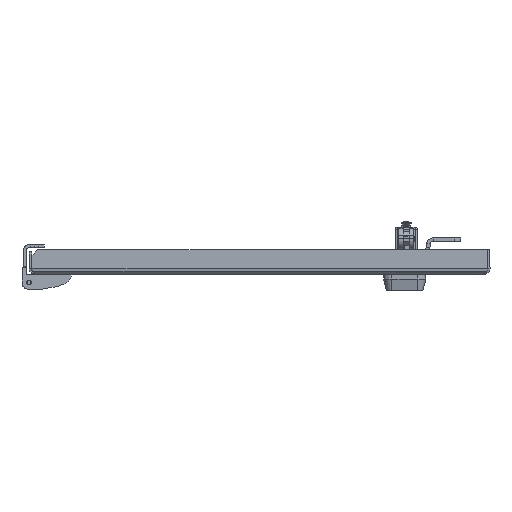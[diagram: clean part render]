
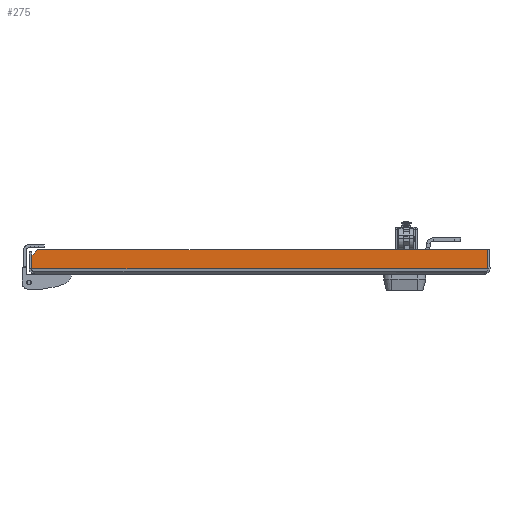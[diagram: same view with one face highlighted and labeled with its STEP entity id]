
A CAD part, left-side view. The second image highlights one B-rep face of the part: STEP entity #275.
In plain terms, the highlighted planar face has unit normal (-1, 0, 0).
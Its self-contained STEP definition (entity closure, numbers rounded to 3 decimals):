
#232 = EDGE_LOOP ( 'NONE', ( #3128, #15277, #5328, #14096, #11277 ) ) ;
#275 = ADVANCED_FACE ( 'NONE', ( #5061 ), #16074, .F. ) ;
#615 = VERTEX_POINT ( 'NONE', #17965 ) ;
#660 = CARTESIAN_POINT ( 'NONE',  ( 0., 0., 2.7 ) ) ;
#951 = LINE ( 'NONE', #16378, #17646 ) ;
#1171 = VECTOR ( 'NONE', #3804, 1000. ) ;
#1510 = EDGE_CURVE ( 'NONE', #615, #15905, #14364, .T. ) ;
#1847 = EDGE_CURVE ( 'NONE', #15905, #3507, #12510, .T. ) ;
#2516 = LINE ( 'NONE', #8057, #1171 ) ;
#2567 = CARTESIAN_POINT ( 'NONE',  ( 0., -2.141, 2.7 ) ) ;
#2882 = EDGE_CURVE ( 'NONE', #9275, #3507, #9571, .T. ) ;
#3128 = ORIENTED_EDGE ( 'NONE', *, *, #14370, .T. ) ;
#3507 = VERTEX_POINT ( 'NONE', #16309 ) ;
#3792 = DIRECTION ( 'NONE',  ( 0., 1., 0. ) ) ;
#3804 = DIRECTION ( 'NONE',  ( 0., 0., 1. ) ) ;
#4707 = CARTESIAN_POINT ( 'NONE',  ( 0., 0., 0. ) ) ;
#4725 = CARTESIAN_POINT ( 'NONE',  ( 0., -2.141, 2.7 ) ) ;
#5029 = CARTESIAN_POINT ( 'NONE',  ( 0., -7.141, 19. ) ) ;
#5061 = FACE_OUTER_BOUND ( 'NONE', #232, .T. ) ;
#5328 = ORIENTED_EDGE ( 'NONE', *, *, #1847, .F. ) ;
#5426 = VECTOR ( 'NONE', #11967, 1000. ) ;
#5541 = DIRECTION ( 'NONE',  ( 0., 0., 1. ) ) ;
#6902 = AXIS2_PLACEMENT_3D ( 'NONE', #4707, #11775, #16166 ) ;
#7091 = EDGE_CURVE ( 'NONE', #615, #8774, #2516, .T. ) ;
#8057 = CARTESIAN_POINT ( 'NONE',  ( 0., -389.359, 2.7 ) ) ;
#8064 = VECTOR ( 'NONE', #5541, 1000. ) ;
#8298 = CARTESIAN_POINT ( 'NONE',  ( 0., -2.141, 14. ) ) ;
#8774 = VERTEX_POINT ( 'NONE', #17624 ) ;
#9275 = VERTEX_POINT ( 'NONE', #5029 ) ;
#9571 = LINE ( 'NONE', #8298, #9733 ) ;
#9733 = VECTOR ( 'NONE', #12515, 1000. ) ;
#11277 = ORIENTED_EDGE ( 'NONE', *, *, #7091, .T. ) ;
#11775 = DIRECTION ( 'NONE',  ( 1., 0., 0. ) ) ;
#11967 = DIRECTION ( 'NONE',  ( 0., 1., 0. ) ) ;
#12510 = LINE ( 'NONE', #2567, #8064 ) ;
#12515 = DIRECTION ( 'NONE',  ( 0., 0.707, -0.707 ) ) ;
#14096 = ORIENTED_EDGE ( 'NONE', *, *, #1510, .F. ) ;
#14364 = LINE ( 'NONE', #660, #5426 ) ;
#14370 = EDGE_CURVE ( 'NONE', #8774, #9275, #951, .T. ) ;
#15277 = ORIENTED_EDGE ( 'NONE', *, *, #2882, .T. ) ;
#15905 = VERTEX_POINT ( 'NONE', #4725 ) ;
#16074 = PLANE ( 'NONE',  #6902 ) ;
#16166 = DIRECTION ( 'NONE',  ( 0., 0., -1. ) ) ;
#16309 = CARTESIAN_POINT ( 'NONE',  ( 0., -2.141, 14. ) ) ;
#16378 = CARTESIAN_POINT ( 'NONE',  ( 0., 0., 19. ) ) ;
#17624 = CARTESIAN_POINT ( 'NONE',  ( 0., -389.359, 19. ) ) ;
#17646 = VECTOR ( 'NONE', #3792, 1000. ) ;
#17965 = CARTESIAN_POINT ( 'NONE',  ( 0., -389.359, 2.7 ) ) ;
